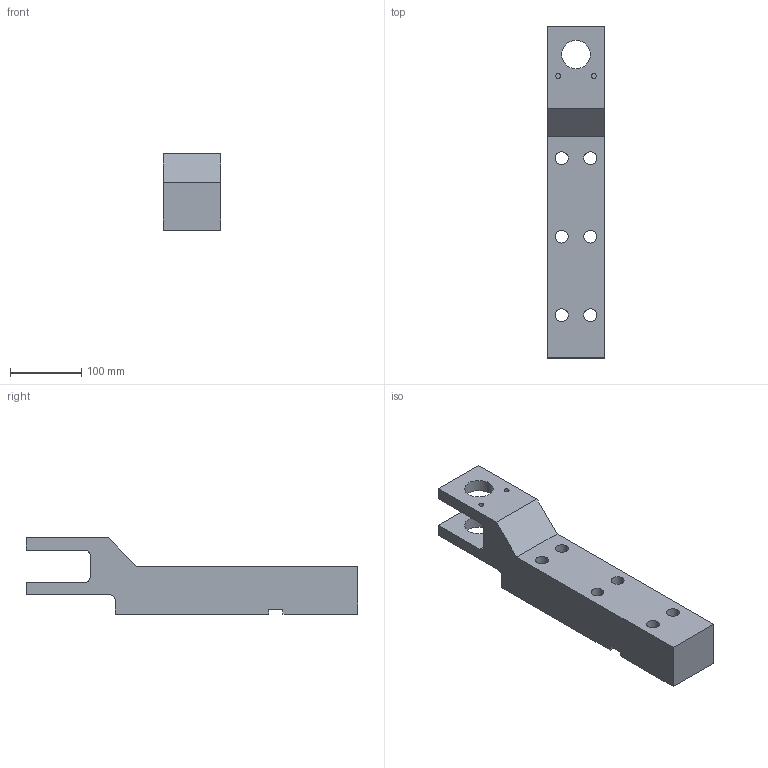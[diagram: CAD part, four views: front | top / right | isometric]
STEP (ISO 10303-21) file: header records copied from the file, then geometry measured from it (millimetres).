
FILE_DESCRIPTION (( 'STEP AP203' ), '1' );
FILE_NAME ('2400蟀諉旋A.STEP', '2022-03-31T05:28:09', ( '' ), ( '' ), 'SwSTEP 2.0', 'SolidWorks 2018', '' );
FILE_SCHEMA (( 'CONFIG_CONTROL_DESIGN' ));
Length unit declared in the file: millimetre
Products named in the file (1): 2400蟀諉旋A
Bounding box: 80 x 465 x 107 mm (x, y, z)
Volume: 2170927.5 mm3; surface area: 182913.6 mm2
Topology: 1 solids, 1 shells, 49 faces, 137 edges, 88 vertices
Faces by surface type: cylinder 27, plane 18, cone 4
Entity records: 1682 total; most frequent: DIRECTION 287, CARTESIAN_POINT 271, ORIENTED_EDGE 266, EDGE_CURVE 133, AXIS2_PLACEMENT_3D 104, VERTEX_POINT 88, LINE 79, VECTOR 79
